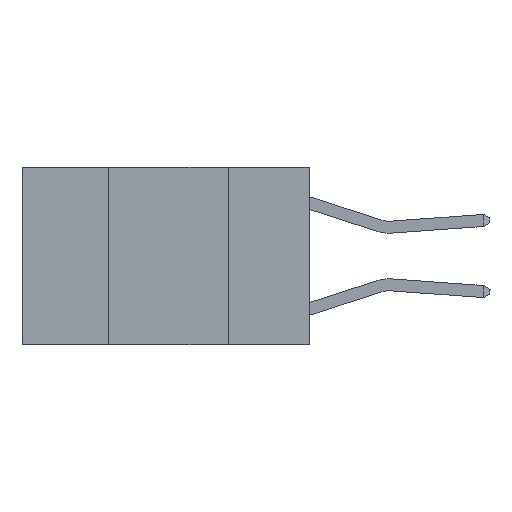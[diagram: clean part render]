
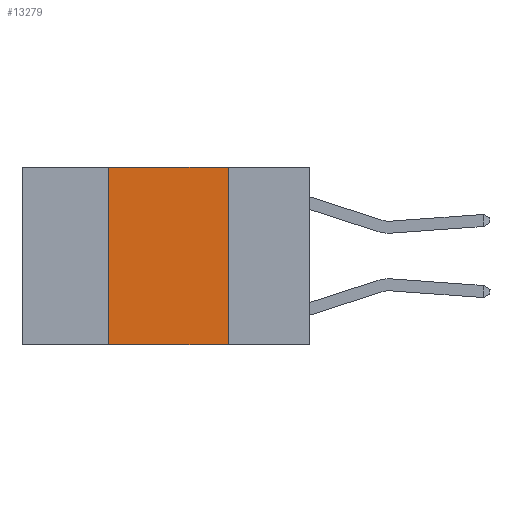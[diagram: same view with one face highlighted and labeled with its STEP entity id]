
A CAD part, left-side view. The second image highlights one B-rep face of the part: STEP entity #13279.
In plain terms, the highlighted planar face has unit normal (-1, 0, 0).
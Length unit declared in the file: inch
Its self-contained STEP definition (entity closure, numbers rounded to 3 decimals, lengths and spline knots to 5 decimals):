
#697 = LINE ( 'NONE', #5422, #5368 ) ;
#1837 = VERTEX_POINT ( 'NONE', #6778 ) ;
#2122 = ORIENTED_EDGE ( 'NONE', *, *, #18620, .F. ) ;
#4236 = FACE_OUTER_BOUND ( 'NONE', #8890, .T. ) ;
#4999 = VECTOR ( 'NONE', #21538, 39.37008 ) ;
#5203 = VERTEX_POINT ( 'NONE', #12632 ) ;
#5368 = VECTOR ( 'NONE', #15950, 39.37008 ) ;
#5422 = CARTESIAN_POINT ( 'NONE',  ( 0., 0.6, 0. ) ) ;
#6778 = CARTESIAN_POINT ( 'NONE',  ( 0., 0.17, 0. ) ) ;
#6823 = LINE ( 'NONE', #13681, #10959 ) ;
#7090 = CARTESIAN_POINT ( 'NONE',  ( 0., 0.17, 0. ) ) ;
#7685 = EDGE_CURVE ( 'NONE', #5203, #14882, #10245, .T. ) ;
#8256 = CARTESIAN_POINT ( 'NONE',  ( 0., 0.6, 0. ) ) ;
#8494 = AXIS2_PLACEMENT_3D ( 'NONE', #8256, #10030, #22053 ) ;
#8890 = EDGE_LOOP ( 'NONE', ( #2122, #21143, #21692, #22204 ) ) ;
#10011 = LINE ( 'NONE', #7090, #18690 ) ;
#10030 = DIRECTION ( 'NONE',  ( 1., 0., 0. ) ) ;
#10049 = EDGE_CURVE ( 'NONE', #5203, #15442, #6823, .T. ) ;
#10245 = LINE ( 'NONE', #13089, #4999 ) ;
#10959 = VECTOR ( 'NONE', #15406, 39.37008 ) ;
#12632 = CARTESIAN_POINT ( 'NONE',  ( 0., 0.42, -0.37 ) ) ;
#13089 = CARTESIAN_POINT ( 'NONE',  ( 0., 0.42, 0. ) ) ;
#13279 = ADVANCED_FACE ( 'NONE', ( #4236 ), #18672, .F. ) ;
#13681 = CARTESIAN_POINT ( 'NONE',  ( 0., 0.6, -0.37 ) ) ;
#14882 = VERTEX_POINT ( 'NONE', #17354 ) ;
#15406 = DIRECTION ( 'NONE',  ( 0., -1., 0. ) ) ;
#15442 = VERTEX_POINT ( 'NONE', #15730 ) ;
#15730 = CARTESIAN_POINT ( 'NONE',  ( 0., 0.17, -0.37 ) ) ;
#15950 = DIRECTION ( 'NONE',  ( 0., -1., 0. ) ) ;
#17354 = CARTESIAN_POINT ( 'NONE',  ( 0., 0.42, 0. ) ) ;
#17931 = EDGE_CURVE ( 'NONE', #14882, #1837, #697, .T. ) ;
#18620 = EDGE_CURVE ( 'NONE', #1837, #15442, #10011, .T. ) ;
#18672 = PLANE ( 'NONE',  #8494 ) ;
#18690 = VECTOR ( 'NONE', #19321, 39.37008 ) ;
#19321 = DIRECTION ( 'NONE',  ( 0., 0., -1. ) ) ;
#21143 = ORIENTED_EDGE ( 'NONE', *, *, #17931, .F. ) ;
#21538 = DIRECTION ( 'NONE',  ( 0., 0., 1. ) ) ;
#21692 = ORIENTED_EDGE ( 'NONE', *, *, #7685, .F. ) ;
#22053 = DIRECTION ( 'NONE',  ( 0., 0., -1. ) ) ;
#22204 = ORIENTED_EDGE ( 'NONE', *, *, #10049, .T. ) ;
